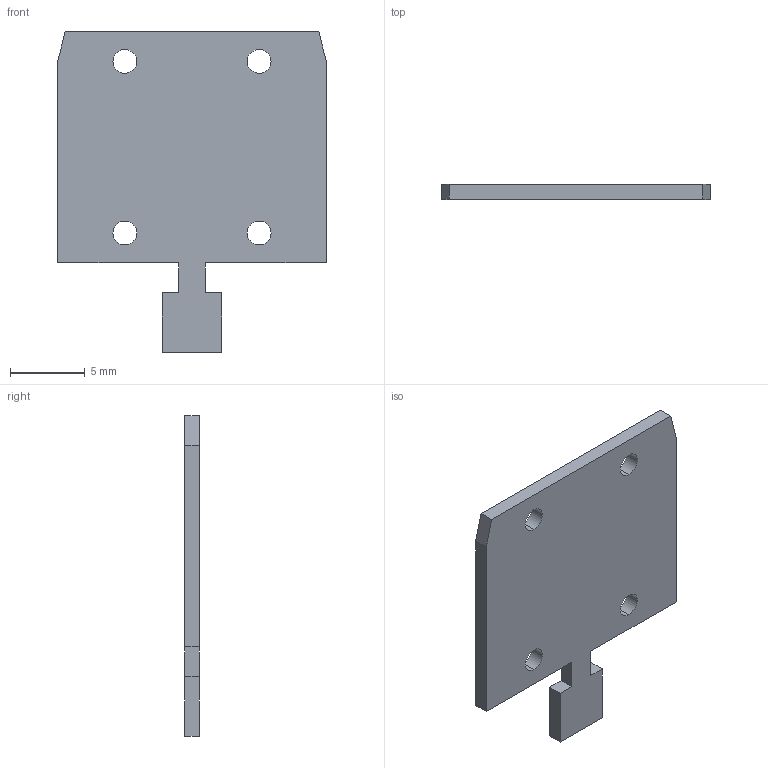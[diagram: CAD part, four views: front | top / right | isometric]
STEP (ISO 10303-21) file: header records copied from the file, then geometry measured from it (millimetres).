
FILE_DESCRIPTION(/* description */ (''),/* implementation_level */ '2;1');
FILE_NAME(/* name */ 'STM Plate.stp',/* time_stamp */ '2018-02-12T14:56:16+01:00',/* author */ (''),/* organization */ (''),/* preprocessor_version */ 'ST-DEVELOPER v16',/* originating_system */ 'SIEMENS PLM Software NX 10.0',/* authorisation */ '');
FILE_SCHEMA (('AUTOMOTIVE_DESIGN { 1 0 10303 214 3 1 1 1 }'));
Length unit declared in the file: millimetre
Products named in the file (1): 900040-25_PROBENPLAETTCHEN_1_1__1
Bounding box: 18 x 1 x 21.5 mm (x, y, z)
Volume: 289.6 mm3; surface area: 681.7 mm2
Topology: 1 solids, 1 shells, 24 faces, 66 edges, 45 vertices
Faces by surface type: plane 16, revolution 8
Entity records: 825 total; most frequent: CARTESIAN_POINT 152, ORIENTED_EDGE 132, DIRECTION 124, EDGE_CURVE 66, LINE 50, VECTOR 50, VERTEX_POINT 44, AXIS2_PLACEMENT_3D 33
